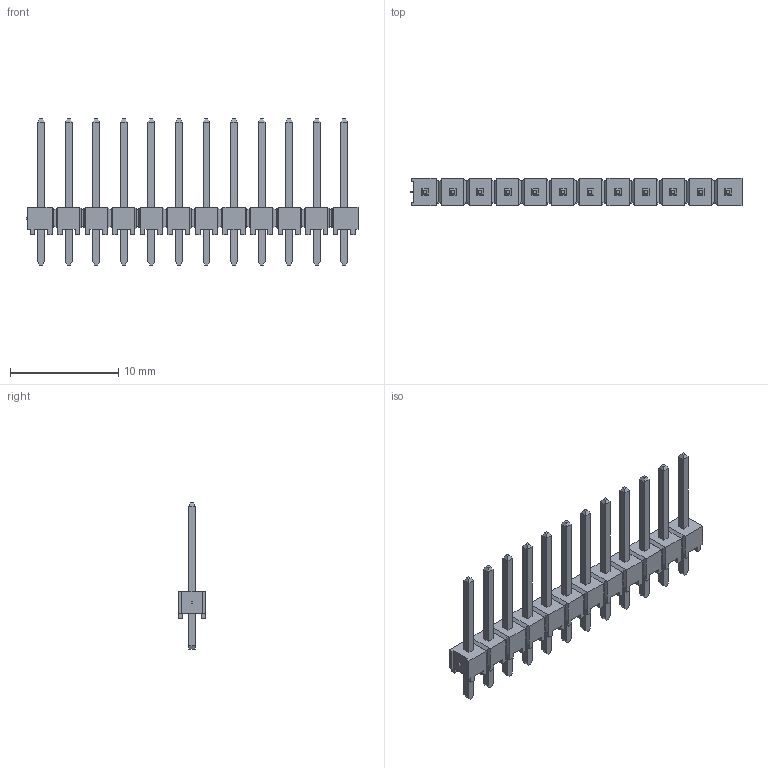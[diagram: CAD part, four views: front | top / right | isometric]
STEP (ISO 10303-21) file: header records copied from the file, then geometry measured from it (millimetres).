
FILE_DESCRIPTION(('FreeCAD Model'),'2;1');
FILE_NAME('Open CASCADE Shape Model','2025-03-05T19:30:30',(''),(''), 'Open CASCADE STEP processor 7.8','FreeCAD','Unknown');
FILE_SCHEMA(('AUTOMOTIVE_DESIGN { 1 0 10303 214 1 1 1 1 }'));
Length unit declared in the file: millimetre
Products named in the file (3): TSW-112-14-G-S; TSW-112-14-G-S_body; T-1S6-08-TSW-1-14-12-S
Assembly tree (2 placements, depth 2):
  TSW-112-14-G-S
    TSW-112-14-G-S_body
    T-1S6-08-TSW-1-14-12-S
Bounding box: 30.61 x 2.54 x 13.46 mm (x, y, z)
Volume: 210.6 mm3; surface area: 856.3 mm2
Topology: 2 solids, 2 shells, 607 faces, 1554 edges, 976 vertices
Faces by surface type: plane 607
Entity records: 17862 total; most frequent: CARTESIAN_POINT 3140, ORIENTED_EDGE 3108, DIRECTION 2774, EDGE_CURVE 1554, LINE 1554, VECTOR 1554, VERTEX_POINT 976, FACE_BOUND 656
